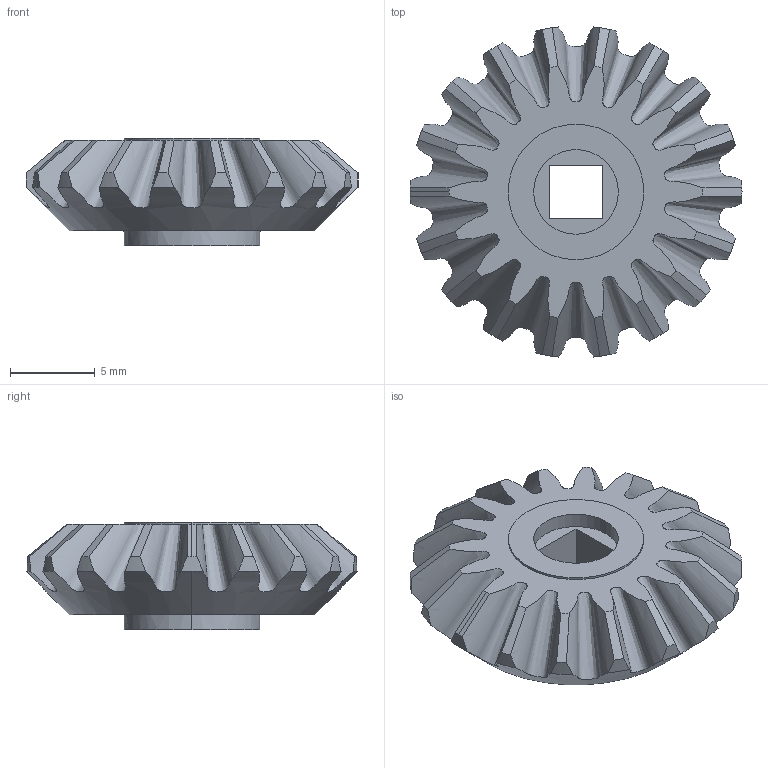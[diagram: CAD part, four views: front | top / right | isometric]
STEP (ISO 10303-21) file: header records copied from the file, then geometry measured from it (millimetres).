
FILE_DESCRIPTION (( 'STEP AP203' ), '1' );
FILE_NAME ('228-2500-244.STEP', '2015-04-27T19:33:21', ( '' ), ( '' ), 'SwSTEP 2.0', 'SolidWorks 2014', '' );
FILE_SCHEMA (( 'CONFIG_CONTROL_DESIGN' ));
Length unit declared in the file: millimetre
Products named in the file (1): 228-2500-244
Bounding box: 19.6 x 19.49 x 6.35 mm (x, y, z)
Volume: 921.1 mm3; surface area: 1162 mm2
Topology: 1 solids, 1 shells, 108 faces, 305 edges, 203 vertices
Faces by surface type: plane 34, cone 31, cylinder 25, bspline 18
Entity records: 15469 total; most frequent: CARTESIAN_POINT 12809, ORIENTED_EDGE 610, DIRECTION 456, EDGE_CURVE 305, VERTEX_POINT 203, AXIS2_PLACEMENT_3D 200, B_SPLINE_CURVE_WITH_KNOTS 140, EDGE_LOOP 114
